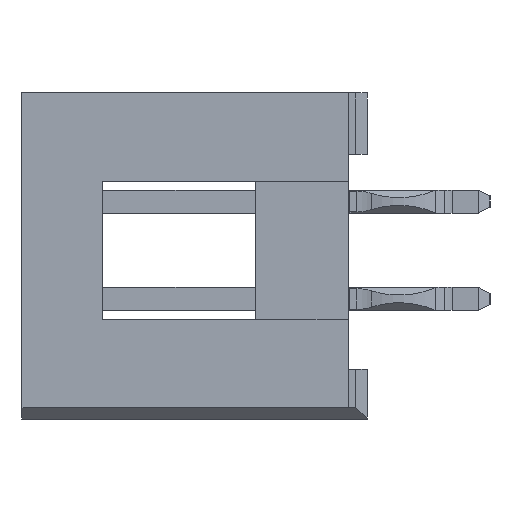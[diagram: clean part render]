
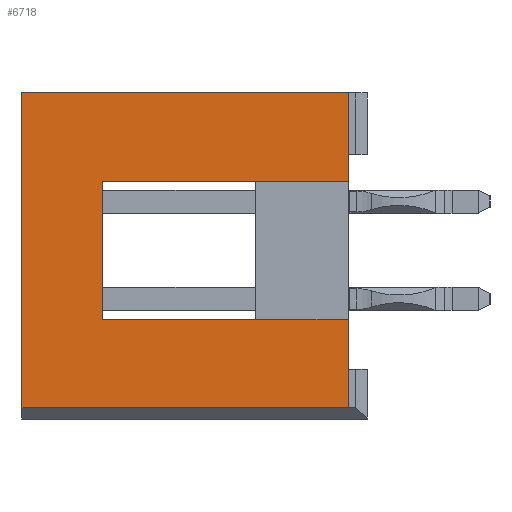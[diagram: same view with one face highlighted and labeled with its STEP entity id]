
A CAD part, left-side view. The second image highlights one B-rep face of the part: STEP entity #6718.
In plain terms, the highlighted planar face has unit normal (-1, 0, 0).
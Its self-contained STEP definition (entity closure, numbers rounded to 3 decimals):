
#61=CARTESIAN_POINT('',(-16.36,-4.,4.1));
#62=VERTEX_POINT('',#61);
#69=CARTESIAN_POINT('',(-16.36,-4.,1.8));
#70=VERTEX_POINT('',#69);
#71=CARTESIAN_POINT('',(-16.36,-4.,4.1));
#72=DIRECTION('',(0.,0.,-1.));
#73=VECTOR('',#72,2.3);
#74=LINE('',#71,#73);
#75=EDGE_CURVE('',#62,#70,#74,.T.);
#93=CARTESIAN_POINT('',(-16.36,-4.,-1.8));
#94=VERTEX_POINT('',#93);
#101=CARTESIAN_POINT('',(-16.36,-4.,-4.1));
#102=VERTEX_POINT('',#101);
#103=CARTESIAN_POINT('',(-16.36,-4.,-1.8));
#104=DIRECTION('',(0.,0.,-1.));
#105=VECTOR('',#104,2.3);
#106=LINE('',#103,#105);
#107=EDGE_CURVE('',#94,#102,#106,.T.);
#6654=CARTESIAN_POINT('',(-16.36,2.4,-1.8));
#6655=VERTEX_POINT('',#6654);
#6662=CARTESIAN_POINT('',(-16.36,2.4,-1.8));
#6663=DIRECTION('',(0.,-1.,0.));
#6664=VECTOR('',#6663,6.4);
#6665=LINE('',#6662,#6664);
#6666=EDGE_CURVE('',#6655,#94,#6665,.T.);
#6672=CARTESIAN_POINT('',(-16.36,-3.83,-3.936));
#6673=DIRECTION('',(0.,0.,1.));
#6674=DIRECTION('',(-1.,0.,0.));
#6675=AXIS2_PLACEMENT_3D('',#6672,#6674,#6673);
#6676=PLANE('',#6675);
#6677=CARTESIAN_POINT('',(-16.36,2.4,1.8));
#6678=VERTEX_POINT('',#6677);
#6679=CARTESIAN_POINT('',(-16.36,2.4,1.8));
#6680=DIRECTION('',(0.,-1.,0.));
#6681=VECTOR('',#6680,6.4);
#6682=LINE('',#6679,#6681);
#6683=EDGE_CURVE('',#6678,#70,#6682,.T.);
#6684=ORIENTED_EDGE('',*,*,#6683,.T.);
#6685=ORIENTED_EDGE('',*,*,#75,.F.);
#6686=CARTESIAN_POINT('',(-16.36,4.5,4.1));
#6687=VERTEX_POINT('',#6686);
#6688=CARTESIAN_POINT('',(-16.36,-4.,4.1));
#6689=DIRECTION('',(0.,1.,0.));
#6690=VECTOR('',#6689,8.5);
#6691=LINE('',#6688,#6690);
#6692=EDGE_CURVE('',#62,#6687,#6691,.T.);
#6693=ORIENTED_EDGE('',*,*,#6692,.T.);
#6694=CARTESIAN_POINT('',(-16.36,4.5,-4.1));
#6695=VERTEX_POINT('',#6694);
#6696=CARTESIAN_POINT('',(-16.36,4.5,4.1));
#6697=DIRECTION('',(0.,0.,-1.));
#6698=VECTOR('',#6697,8.2);
#6699=LINE('',#6696,#6698);
#6700=EDGE_CURVE('',#6687,#6695,#6699,.T.);
#6701=ORIENTED_EDGE('',*,*,#6700,.T.);
#6702=CARTESIAN_POINT('',(-16.36,4.5,-4.1));
#6703=DIRECTION('',(0.,-1.,0.));
#6704=VECTOR('',#6703,8.5);
#6705=LINE('',#6702,#6704);
#6706=EDGE_CURVE('',#6695,#102,#6705,.T.);
#6707=ORIENTED_EDGE('',*,*,#6706,.T.);
#6708=ORIENTED_EDGE('',*,*,#107,.F.);
#6709=ORIENTED_EDGE('',*,*,#6666,.F.);
#6710=CARTESIAN_POINT('',(-16.36,2.4,-1.8));
#6711=DIRECTION('',(0.,0.,1.));
#6712=VECTOR('',#6711,3.6);
#6713=LINE('',#6710,#6712);
#6714=EDGE_CURVE('',#6655,#6678,#6713,.T.);
#6715=ORIENTED_EDGE('',*,*,#6714,.T.);
#6716=EDGE_LOOP('',(#6684,#6685,#6693,#6701,#6707,#6708,#6709,#6715));
#6717=FACE_OUTER_BOUND('',#6716,.T.);
#6718=ADVANCED_FACE('',(#6717),#6676,.T.);
